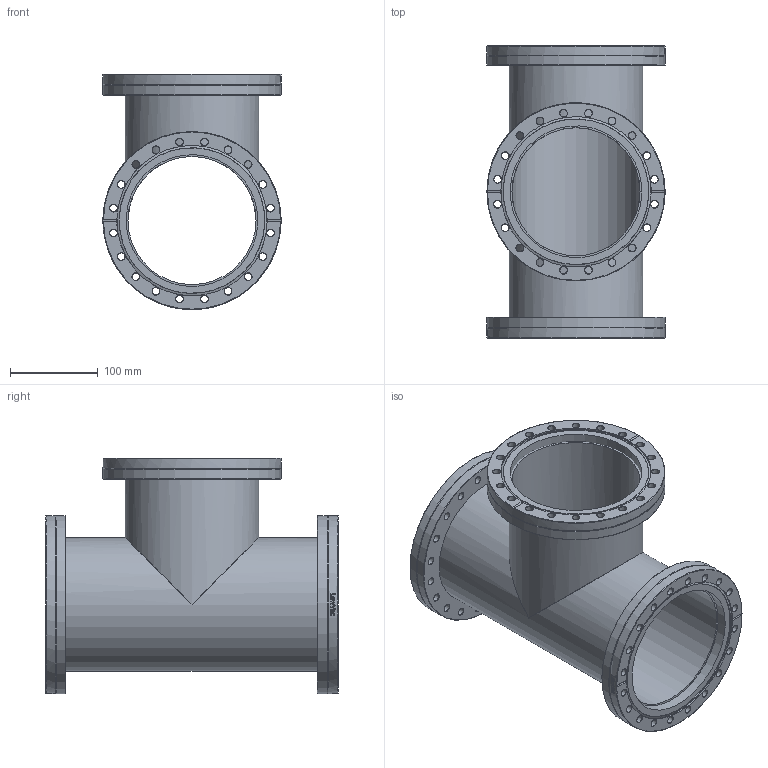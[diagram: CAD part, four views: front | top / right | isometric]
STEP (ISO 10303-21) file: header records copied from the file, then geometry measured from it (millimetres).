
FILE_DESCRIPTION(/* description */ (''),/* implementation_level */ '2;1');
FILE_NAME(/* name */ 'FL-T160CF-L.stp',/* time_stamp */ '2018-02-28T11:45:19+00:00',/* author */ ('paul'),/* organization */ (''),/* preprocessor_version */ 'ST-DEVELOPER v17',/* originating_system */ 'Autodesk Inventor 2018',/* authorisation */ '');
FILE_SCHEMA (('AUTOMOTIVE_DESIGN { 1 0 10303 214 3 1 1 }'));
Length unit declared in the file: millimetre
Products named in the file (7): FL-T160CF-L; FL-160CF-152; FL-160CFR-152; FL-160CFR OUTER; FL-160CFR-152 INNER; main tube; side tube
Assembly tree (7 placements, depth 3):
  FL-T160CF-L
    FL-160CF-152
    FL-160CFR-152  x2
      FL-160CFR OUTER
      FL-160CFR-152 INNER
    main tube
    side tube
Bounding box: 203 x 333.2 x 268.08 mm (x, y, z)
Volume: 1449536.1 mm3; surface area: 596537.1 mm2
Topology: 7 solids, 7 shells, 532 faces, 1448 edges, 954 vertices
Faces by surface type: bspline 159, cone 141, plane 116, cylinder 113, torus 3
Full cylindrical faces by diameter (mm): 8.4 x60, 146 x2, 150.2 x3, 152.4 x2, 152.9 x3, 156 x2, 171.4 x5, 203 x6
Entity records: 37011 total; most frequent: CARTESIAN_POINT 28128, ORIENTED_EDGE 1940, DIRECTION 1545, EDGE_CURVE 970, VERTEX_POINT 639, AXIS2_PLACEMENT_3D 597, EDGE_LOOP 463, FACE_OUTER_BOUND 356
